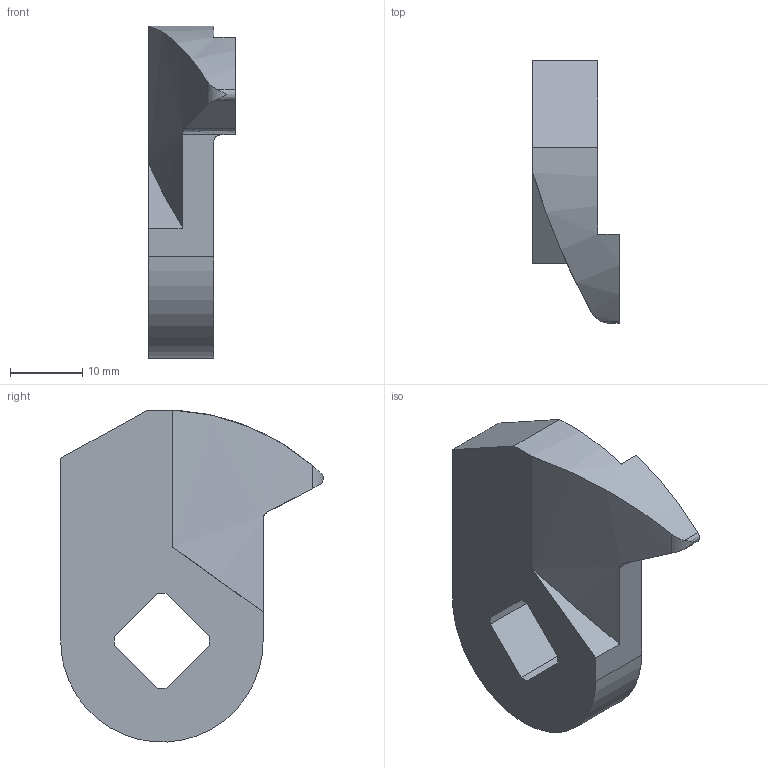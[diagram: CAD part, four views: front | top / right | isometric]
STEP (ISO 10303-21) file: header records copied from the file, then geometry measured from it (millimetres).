
FILE_DESCRIPTION((''),'2;1');
FILE_NAME('','2005-10-12T12:17:41',(''),(''),'','CADfix','');
FILE_SCHEMA(('AUTOMOTIVE_DESIGN'));
Length unit declared in the file: millimetre
Products named in the file (1): cam
Bounding box: 12 x 36.33 x 45.95 mm (x, y, z)
Volume: 9252.6 mm3; surface area: 3738.8 mm2
Topology: 1 solids, 1 shells, 27 faces, 74 edges, 49 vertices
Faces by surface type: bspline 27
Entity records: 880 total; most frequent: CARTESIAN_POINT 433, ORIENTED_EDGE 148, EDGE_CURVE 74, VERTEX_POINT 49, QUASI_UNIFORM_CURVE 48, EDGE_LOOP 29, FACE_OUTER_BOUND 27, ADVANCED_FACE 27
